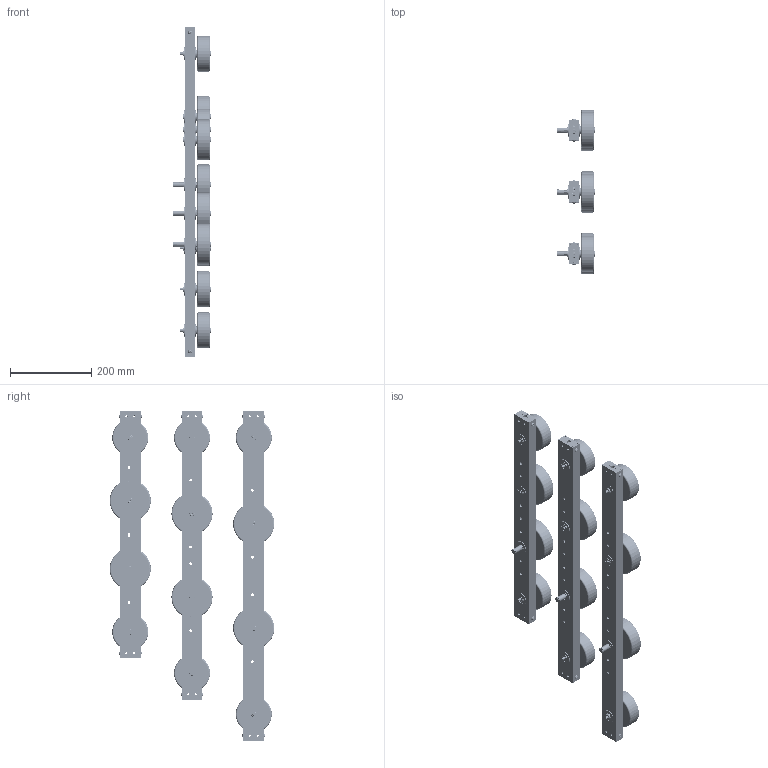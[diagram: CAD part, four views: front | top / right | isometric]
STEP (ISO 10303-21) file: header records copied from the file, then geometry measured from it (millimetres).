
FILE_DESCRIPTION(/* description */ (''),/* implementation_level */ '2;1');
FILE_NAME(/* name */ '8wd_layout.stp',/* time_stamp */ '2014-01-03T08:50:25-06:00',/* author */ ('ajlapp'),/* organization */ (''),/* preprocessor_version */ 'ST-DEVELOPER v15.2',/* originating_system */ 'Autodesk Inventor 2014',/* authorisation */ '');
FILE_SCHEMA (('AUTOMOTIVE_DESIGN { 1 0 10303 214 3 1 1 }'));
Length unit declared in the file: inch
Products named in the file (25): 32in_simple_tube; st_end_plug; brf-08; simpletube_wheel_axle; colson_performa_wheel_4in; colson_hub; snap_ring_97633A200; 125_key; vexpro_spacer; 17t_double_sprocket; colson_wheel_asm_nondrive; colson_performa_wheel_3500in; sensor_pin; colson_wheel_asm_3500; simpletube_drive_axle; colson_wheel_asm_drive; bhcs_91255A242; 25_chain; 32in_simpletube_asm; 28in_simple_tube; sl__end_plug; 28in_simpletube_asm; 24in_simple_tube; 24in_simpletube_asm; 8wd_layout
Bounding box: 92.91 x 406.4 x 812.8 mm (x, y, z)
Volume: 4005029.4 mm3; surface area: 1184879.7 mm2
Topology: 150 solids, 150 shells, 10229 faces, 28533 edges, 18832 vertices
Faces by surface type: cylinder 5943, plane 3721, cone 529, torus 24, sphere 12
Full cylindrical faces by diameter (mm): 1.194 x54, 3.683 x36, 4.056 x132, 4.826 x120, 5.105 x32, 5.334 x16, 5.969 x9, 6.35 x15, 6.756 x50, 9.169 x12, 11.125 x6, 11.887 x24, 12.7 x63, 16.256 x48, 19.05 x9, 22.86 x6, 23.012 x6, 25.4 x60, 28.575 x48, 31.75 x24, 88.9 x6, 101.6 x6
Entity records: 37151 total; most frequent: CARTESIAN_POINT 9626, DIRECTION 5722, ORIENTED_EDGE 5314, EDGE_CURVE 2657, AXIS2_PLACEMENT_3D 2295, VERTEX_POINT 1897, EDGE_LOOP 1564, LINE 1132
